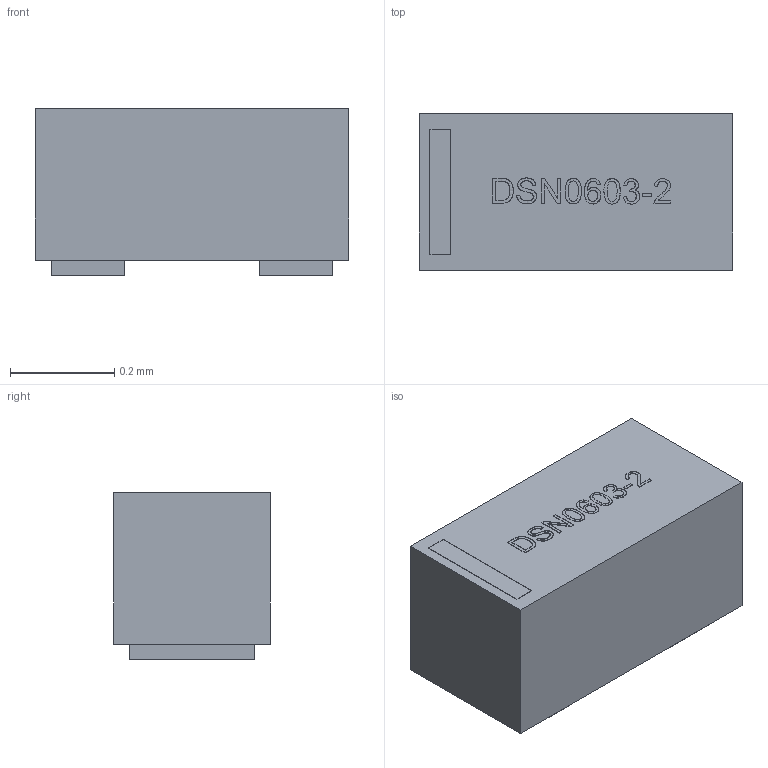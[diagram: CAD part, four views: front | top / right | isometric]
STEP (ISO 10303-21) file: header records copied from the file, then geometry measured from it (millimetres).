
FILE_DESCRIPTION (( 'STEP AP214' ), '1' );
FILE_NAME ('FB164A06-8D24-4D95-BB99-D0B518FF88EA.STEP', '2022-12-21T01:08:01', ( '' ), ( '' ), 'SwSTEP 2.0', 'SolidWorks 2022', '' );
FILE_SCHEMA (( 'AUTOMOTIVE_DESIGN' ));
Length unit declared in the file: millimetre
Products named in the file (1): FB164A06-8D24-4D95-BB99-D0B518FF88EA
Bounding box: 0.6 x 0.3 x 0.32 mm (x, y, z)
Volume: 0.1 mm3; surface area: 1.1 mm2
Topology: 13 solids, 13 shells, 232 faces, 501 edges, 295 vertices
Faces by surface type: bspline 160, plane 72
Entity records: 7696 total; most frequent: CARTESIAN_POINT 3745, ORIENTED_EDGE 1002, EDGE_CURVE 501, B_SPLINE_CURVE_WITH_KNOTS 359, VERTEX_POINT 295, DIRECTION 288, EDGE_LOOP 240, ADVANCED_FACE 232
